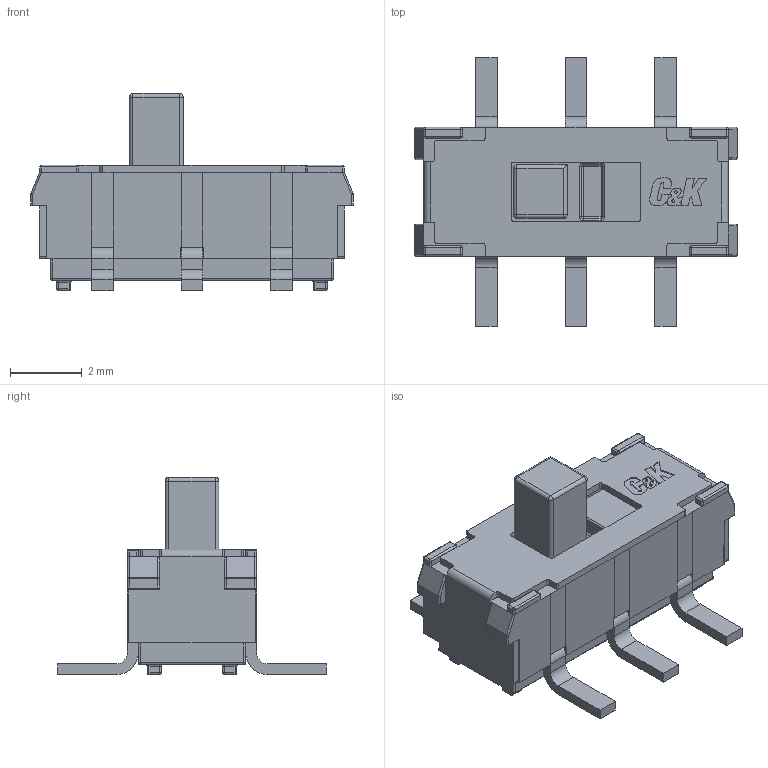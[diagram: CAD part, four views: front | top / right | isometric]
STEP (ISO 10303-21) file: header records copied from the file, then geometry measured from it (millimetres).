
FILE_DESCRIPTION(/* description */ (''),/* implementation_level */ '2;1');
FILE_NAME(/* name */ 'C&K - JS.step',/* time_stamp */ '2019-12-06T12:51:13+00:00',/* author */ (''),/* organization */ (''),/* preprocessor_version */ 'ST-DEVELOPER v18',/* originating_system */ 'Autodesk Translation Framework v8.12.0.6',/* authorisation */ '');
FILE_SCHEMA (('AUTOMOTIVE_DESIGN { 1 0 10303 214 3 1 1 }'));
Length unit declared in the file: millimetre
Products named in the file (1): C&K - JS0
Bounding box: 9 x 7.5 x 5.5 mm (x, y, z)
Volume: 97.7 mm3; surface area: 209.2 mm2
Topology: 1 solids, 1 shells, 517 faces, 1239 edges, 744 vertices
Faces by surface type: plane 243, cylinder 179, sphere 55, torus 20, bspline 20
Entity records: 15307 total; most frequent: CARTESIAN_POINT 3017, DIRECTION 2574, ORIENTED_EDGE 2478, EDGE_CURVE 1239, AXIS2_PLACEMENT_3D 879, LINE 816, VECTOR 816, VERTEX_POINT 744
